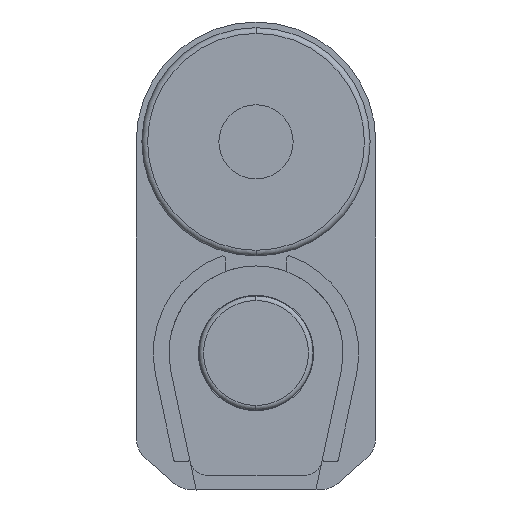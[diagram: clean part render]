
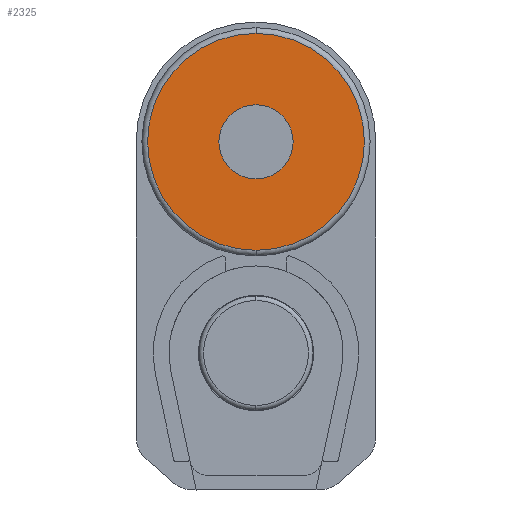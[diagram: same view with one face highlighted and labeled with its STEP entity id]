
A CAD part, front view. The second image highlights one B-rep face of the part: STEP entity #2325.
In plain terms, the highlighted planar face has unit normal (0, -1, 0).
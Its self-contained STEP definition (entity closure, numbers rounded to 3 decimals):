
#512 = ORIENTED_EDGE ( 'NONE', *, *, #4667, .F. ) ;
#1167 = CARTESIAN_POINT ( 'NONE',  ( 0., -79., 20. ) ) ;
#1280 = DIRECTION ( 'NONE',  ( 0., -1., 0. ) ) ;
#1605 = ORIENTED_EDGE ( 'NONE', *, *, #8597, .T. ) ;
#2245 = AXIS2_PLACEMENT_3D ( 'NONE', #5077, #9029, #5529 ) ;
#2258 = AXIS2_PLACEMENT_3D ( 'NONE', #1167, #3014, #2940 ) ;
#2325 = ADVANCED_FACE ( 'NONE', ( #11913, #2630 ), #16204, .T. ) ;
#2630 = FACE_OUTER_BOUND ( 'NONE', #22689, .T. ) ;
#2940 = DIRECTION ( 'NONE',  ( 0., 0., -1. ) ) ;
#3014 = DIRECTION ( 'NONE',  ( 0., -1., 0. ) ) ;
#3120 = AXIS2_PLACEMENT_3D ( 'NONE', #9982, #1280, #18871 ) ;
#3619 = EDGE_LOOP ( 'NONE', ( #6263, #512 ) ) ;
#3648 = VERTEX_POINT ( 'NONE', #22119 ) ;
#3721 = ORIENTED_EDGE ( 'NONE', *, *, #9139, .T. ) ;
#4667 = EDGE_CURVE ( 'NONE', #21724, #14007, #20319, .T. ) ;
#5077 = CARTESIAN_POINT ( 'NONE',  ( 0., -79., 20. ) ) ;
#5529 = DIRECTION ( 'NONE',  ( 0., 0., -1. ) ) ;
#6263 = ORIENTED_EDGE ( 'NONE', *, *, #20928, .F. ) ;
#7008 = AXIS2_PLACEMENT_3D ( 'NONE', #16609, #9737, #22007 ) ;
#7437 = CARTESIAN_POINT ( 'NONE',  ( 0., -79., 0. ) ) ;
#8597 = EDGE_CURVE ( 'NONE', #3648, #11190, #17294, .T. ) ;
#9029 = DIRECTION ( 'NONE',  ( 0., -1., 0. ) ) ;
#9139 = EDGE_CURVE ( 'NONE', #11190, #3648, #21655, .T. ) ;
#9479 = CARTESIAN_POINT ( 'NONE',  ( 0., -79., 13.5 ) ) ;
#9737 = DIRECTION ( 'NONE',  ( 0., -1., 0. ) ) ;
#9982 = CARTESIAN_POINT ( 'NONE',  ( 0., -79., 20. ) ) ;
#11190 = VERTEX_POINT ( 'NONE', #14174 ) ;
#11913 = FACE_BOUND ( 'NONE', #3619, .T. ) ;
#12475 = DIRECTION ( 'NONE',  ( 0., 0., -1. ) ) ;
#13223 = CARTESIAN_POINT ( 'NONE',  ( 0., -79., 26.5 ) ) ;
#14007 = VERTEX_POINT ( 'NONE', #13223 ) ;
#14031 = CIRCLE ( 'NONE', #7008, 6.5 ) ;
#14174 = CARTESIAN_POINT ( 'NONE',  ( 0., -79., 1. ) ) ;
#15902 = DIRECTION ( 'NONE',  ( 0., -1., 0. ) ) ;
#16204 = PLANE ( 'NONE',  #21725 ) ;
#16609 = CARTESIAN_POINT ( 'NONE',  ( 0., -79., 20. ) ) ;
#17294 = CIRCLE ( 'NONE', #3120, 19. ) ;
#18871 = DIRECTION ( 'NONE',  ( 0., 0., -1. ) ) ;
#20319 = CIRCLE ( 'NONE', #2258, 6.5 ) ;
#20928 = EDGE_CURVE ( 'NONE', #14007, #21724, #14031, .T. ) ;
#21655 = CIRCLE ( 'NONE', #2245, 19. ) ;
#21724 = VERTEX_POINT ( 'NONE', #9479 ) ;
#21725 = AXIS2_PLACEMENT_3D ( 'NONE', #7437, #15902, #12475 ) ;
#22007 = DIRECTION ( 'NONE',  ( 0., 0., -1. ) ) ;
#22119 = CARTESIAN_POINT ( 'NONE',  ( 0., -79., 39. ) ) ;
#22689 = EDGE_LOOP ( 'NONE', ( #3721, #1605 ) ) ;
